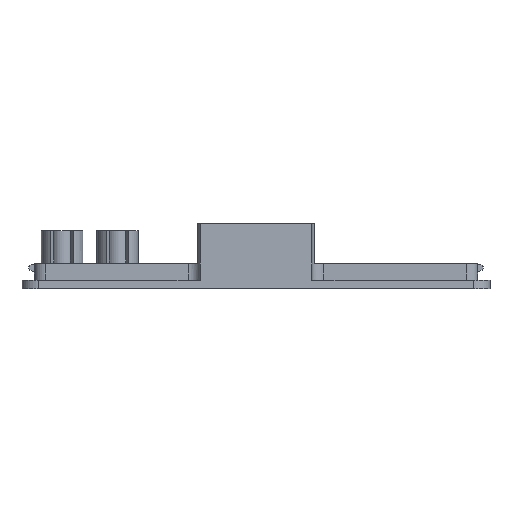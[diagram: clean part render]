
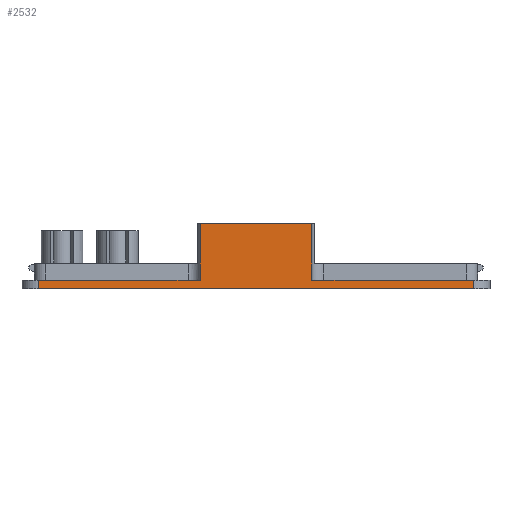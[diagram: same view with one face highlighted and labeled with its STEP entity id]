
A CAD part, front view. The second image highlights one B-rep face of the part: STEP entity #2532.
In plain terms, the highlighted planar face has unit normal (0, -1, 0).
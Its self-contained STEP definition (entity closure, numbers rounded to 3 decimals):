
#1291=CARTESIAN_POINT('Vertex',(-10.1,-20.75,11.75)) ;
#1294=CARTESIAN_POINT('Line Origine',(0.,-20.75,11.75)) ;
#1298=CARTESIAN_POINT('Vertex',(10.1,-20.75,11.75)) ;
#2023=CARTESIAN_POINT('Line Origine',(10.1,-20.75,6.625)) ;
#2027=CARTESIAN_POINT('Vertex',(10.1,-20.75,1.5)) ;
#2327=CARTESIAN_POINT('Vertex',(-10.1,-20.75,1.5)) ;
#2330=CARTESIAN_POINT('Line Origine',(-10.1,-20.75,6.625)) ;
#2467=CARTESIAN_POINT('Line Origine',(39.25,-20.75,0.75)) ;
#2471=CARTESIAN_POINT('Vertex',(39.25,-20.75,0.)) ;
#2473=CARTESIAN_POINT('Vertex',(39.25,-20.75,1.5)) ;
#2493=CARTESIAN_POINT('Axis2P3D Location',(39.25,-20.75,0.)) ;
#2498=CARTESIAN_POINT('Line Origine',(-24.675,-20.75,1.5)) ;
#2502=CARTESIAN_POINT('Vertex',(-39.25,-20.75,1.5)) ;
#2505=CARTESIAN_POINT('Line Origine',(-39.25,-20.75,0.75)) ;
#2509=CARTESIAN_POINT('Vertex',(-39.25,-20.75,0.)) ;
#2512=CARTESIAN_POINT('Line Origine',(0.,-20.75,0.)) ;
#2517=CARTESIAN_POINT('Line Origine',(24.675,-20.75,1.5)) ;
#1295=DIRECTION('Vector Direction',(1.,0.,0.)) ;
#2024=DIRECTION('Vector Direction',(0.,0.,1.)) ;
#2331=DIRECTION('Vector Direction',(0.,0.,1.)) ;
#2468=DIRECTION('Vector Direction',(0.,0.,1.)) ;
#2494=DIRECTION('Axis2P3D Direction',(0.,1.,-0.)) ;
#2495=DIRECTION('Axis2P3D XDirection',(-1.,0.,0.)) ;
#2499=DIRECTION('Vector Direction',(-1.,0.,0.)) ;
#2506=DIRECTION('Vector Direction',(0.,0.,1.)) ;
#2513=DIRECTION('Vector Direction',(-1.,0.,0.)) ;
#2518=DIRECTION('Vector Direction',(-1.,0.,0.)) ;
#2496=AXIS2_PLACEMENT_3D('Plane Axis2P3D',#2493,#2494,#2495) ;
#2523=ORIENTED_EDGE('',*,*,#2334,.F.) ;
#2524=ORIENTED_EDGE('',*,*,#2504,.F.) ;
#2525=ORIENTED_EDGE('',*,*,#2511,.F.) ;
#2526=ORIENTED_EDGE('',*,*,#2516,.T.) ;
#2527=ORIENTED_EDGE('',*,*,#2475,.T.) ;
#2528=ORIENTED_EDGE('',*,*,#2521,.F.) ;
#2529=ORIENTED_EDGE('',*,*,#2029,.T.) ;
#2530=ORIENTED_EDGE('',*,*,#1300,.F.) ;
#1296=VECTOR('Line Direction',#1295,1.) ;
#2025=VECTOR('Line Direction',#2024,1.) ;
#2332=VECTOR('Line Direction',#2331,1.) ;
#2469=VECTOR('Line Direction',#2468,1.) ;
#2500=VECTOR('Line Direction',#2499,1.) ;
#2507=VECTOR('Line Direction',#2506,1.) ;
#2514=VECTOR('Line Direction',#2513,1.) ;
#2519=VECTOR('Line Direction',#2518,1.) ;
#2532=ADVANCED_FACE('PartBody',(#2531),#2497,.F.) ;
#1300=EDGE_CURVE('',#1292,#1299,#1297,.T.) ;
#2029=EDGE_CURVE('',#2028,#1299,#2026,.T.) ;
#2334=EDGE_CURVE('',#2328,#1292,#2333,.T.) ;
#2475=EDGE_CURVE('',#2472,#2474,#2470,.T.) ;
#2504=EDGE_CURVE('',#2503,#2328,#2501,.F.) ;
#2511=EDGE_CURVE('',#2510,#2503,#2508,.T.) ;
#2516=EDGE_CURVE('',#2510,#2472,#2515,.F.) ;
#2521=EDGE_CURVE('',#2028,#2474,#2520,.F.) ;
#2522=EDGE_LOOP('',(#2523,#2524,#2525,#2526,#2527,#2528,#2529,#2530)) ;
#2531=FACE_OUTER_BOUND('',#2522,.T.) ;
#1297=LINE('Line',#1294,#1296) ;
#2026=LINE('Line',#2023,#2025) ;
#2333=LINE('Line',#2330,#2332) ;
#2470=LINE('Line',#2467,#2469) ;
#2501=LINE('Line',#2498,#2500) ;
#2508=LINE('Line',#2505,#2507) ;
#2515=LINE('Line',#2512,#2514) ;
#2520=LINE('Line',#2517,#2519) ;
#2497=PLANE('Plane',#2496) ;
#1292=VERTEX_POINT('',#1291) ;
#1299=VERTEX_POINT('',#1298) ;
#2028=VERTEX_POINT('',#2027) ;
#2328=VERTEX_POINT('',#2327) ;
#2472=VERTEX_POINT('',#2471) ;
#2474=VERTEX_POINT('',#2473) ;
#2503=VERTEX_POINT('',#2502) ;
#2510=VERTEX_POINT('',#2509) ;
